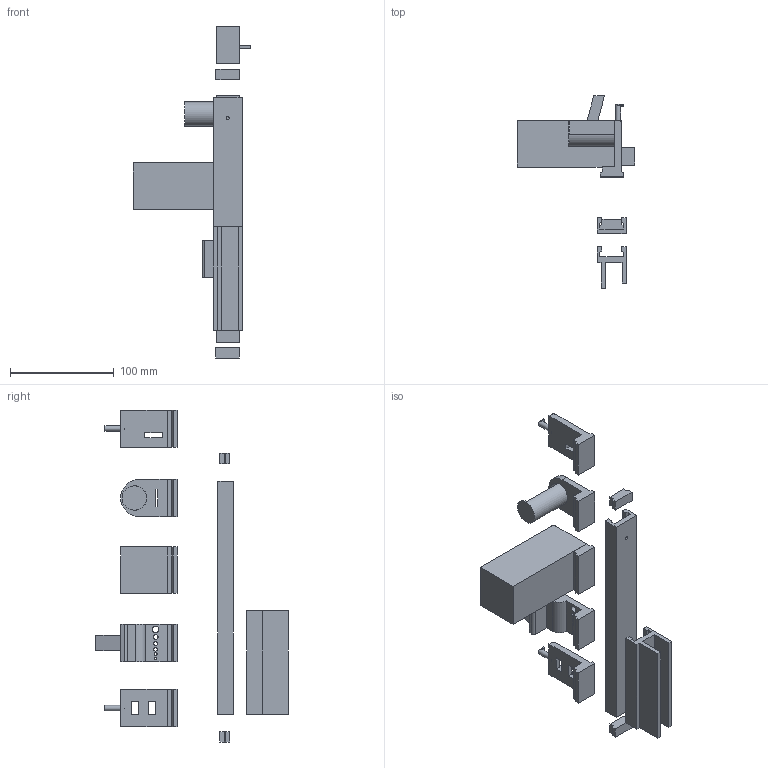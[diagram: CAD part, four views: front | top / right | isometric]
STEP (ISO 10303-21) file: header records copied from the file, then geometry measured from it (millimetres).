
FILE_DESCRIPTION(('FreeCAD Model'),'2;1');
FILE_NAME('Tool_Holder_3D_Printer_Tools v 10 cm.step', '2016-08-13T02:18:13',('Microled'),(''), 'Open CASCADE STEP processor 6.8','FreeCAD','Unknown');
FILE_SCHEMA(('AUTOMOTIVE_DESIGN_CC2 { 1 2 10303 214 -1 1 5 4 }'));
Length unit declared in the file: millimetre
Products named in the file (16): ASSEMBLY; Tool_Holder_(3D_Printer)_10cm002; Tool_Holder_(3D_Printer)_v046; Tool_Holder_(3D_Printer)_v045; Tool_Holder_(3D_Printer)_v43; Tool_Holder_(3D_Printer)_v055; Tool_Holder_(3D_Printer)_v054; Tool_Holder_(3D_Printer)_v056; Tool_Holder_(3D_Printer)_v048; Tool_Holder_(3D_Printer)_v051; Tool_Holder_(3D_Printer)_v049; Tool_Holder_(3D_Printer)_v052; Tool_Holder_(3D_Printer)_v053; Tool_Holder_(3D_Printer)_v047; Tool_Holder_(3D_Printer)_v044; Tool_Holder_(3D_Printer)_v050
Assembly tree (15 placements, depth 2):
  ASSEMBLY
    Tool_Holder_(3D_Printer)_10cm002
    Tool_Holder_(3D_Printer)_v046
    Tool_Holder_(3D_Printer)_v045
    Tool_Holder_(3D_Printer)_v43
    Tool_Holder_(3D_Printer)_v055
    Tool_Holder_(3D_Printer)_v054
    Tool_Holder_(3D_Printer)_v056
    Tool_Holder_(3D_Printer)_v048
    Tool_Holder_(3D_Printer)_v051
    Tool_Holder_(3D_Printer)_v049
    Tool_Holder_(3D_Printer)_v052
    Tool_Holder_(3D_Printer)_v053
    Tool_Holder_(3D_Printer)_v047
    Tool_Holder_(3D_Printer)_v044
    Tool_Holder_(3D_Printer)_v050
Bounding box: 113.35 x 186.09 x 320.75 mm (x, y, z)
Volume: 232795.4 mm3; surface area: 154346.3 mm2
Topology: 15 solids, 15 shells, 287 faces, 734 edges, 487 vertices
Faces by surface type: plane 249, cylinder 36, cone 2
Full cylindrical faces by diameter (mm): 1.95 x1, 2.95 x1, 3 x4, 3.3 x2, 3.55 x1, 3.78 x1, 4 x2, 4.3 x2, 4.8 x1, 5.3 x2, 5.6 x2, 6.4 x1, 21 x1, 23.5 x1
Entity records: 21649 total; most frequent: CARTESIAN_POINT 6534, DIRECTION 2679, LINE 1873, VECTOR 1873, ORIENTED_EDGE 1468, PCURVE 1468, DEFINITIONAL_REPRESENTATION 1468, EDGE_CURVE 734
